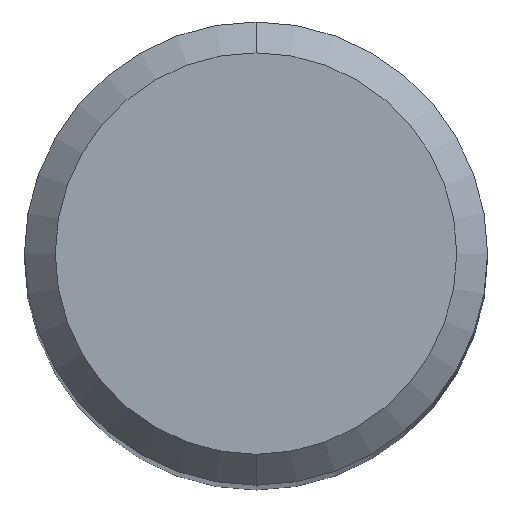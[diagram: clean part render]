
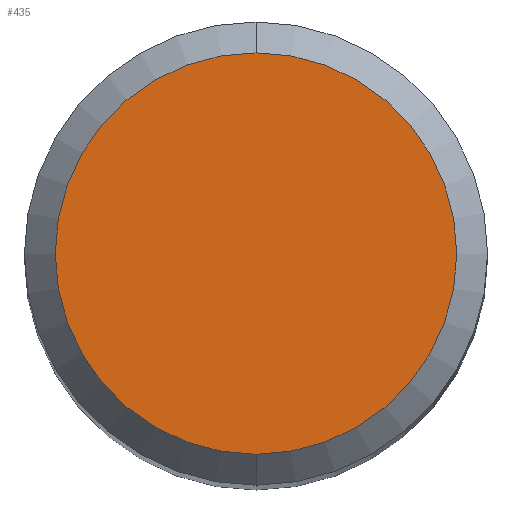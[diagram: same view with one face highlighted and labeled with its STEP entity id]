
A CAD part, top view. The second image highlights one B-rep face of the part: STEP entity #435.
In plain terms, the highlighted planar face has unit normal (0, 0, 1).
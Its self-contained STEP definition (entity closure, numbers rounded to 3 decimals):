
#183=VERTEX_POINT('',#490);
#259=EDGE_CURVE('',#183,#457,#576,.T.);
#373=EDGE_CURVE('',#457,#183,#702,.T.);
#435=ADVANCED_FACE('',(#770),#771,.T.);
#457=VERTEX_POINT('',#794);
#490=CARTESIAN_POINT('',(0.0,2.6,0.0));
#576=CIRCLE('',#1063,2.6);
#702=CIRCLE('',#1310,2.6);
#770=FACE_OUTER_BOUND('',#1404,.T.);
#771=PLANE('',#1405);
#794=CARTESIAN_POINT('',(0.,-2.6,0.0));
#1063=AXIS2_PLACEMENT_3D('',#1549,#1550,#1551);
#1310=AXIS2_PLACEMENT_3D('',#1687,#1688,#1689);
#1404=EDGE_LOOP('',(#1780,#1781));
#1405=AXIS2_PLACEMENT_3D('',#1782,#1783,#1784);
#1549=CARTESIAN_POINT('',(0.0,0.0,0.0));
#1550=DIRECTION('',(0.0,0.0,-1.0));
#1551=DIRECTION('',(0.0,1.0,0.0));
#1687=CARTESIAN_POINT('',(0.0,0.0,0.0));
#1688=DIRECTION('',(0.0,0.0,-1.0));
#1689=DIRECTION('',(0.0,1.0,0.0));
#1780=ORIENTED_EDGE('',*,*,#259,.F.);
#1781=ORIENTED_EDGE('',*,*,#373,.F.);
#1782=CARTESIAN_POINT('',(0.0,1.3,0.0));
#1783=DIRECTION('',(-0.0,0.0,1.0));
#1784=DIRECTION('',(0.0,-1.0,0.0));
